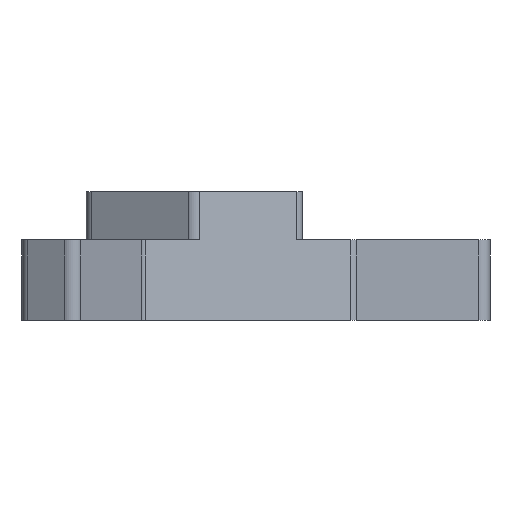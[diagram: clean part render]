
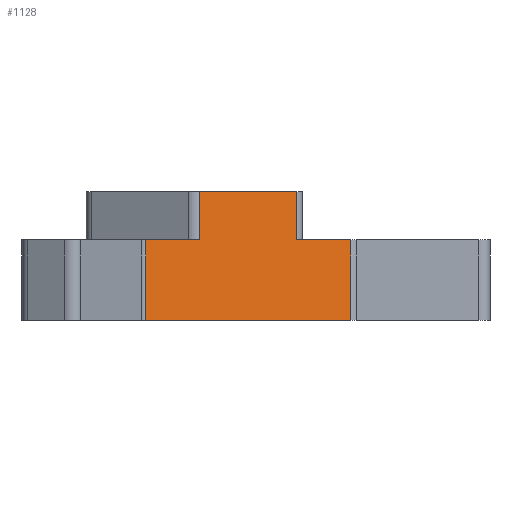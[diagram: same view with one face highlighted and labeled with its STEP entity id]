
A CAD part, left-side view. The second image highlights one B-rep face of the part: STEP entity #1128.
In plain terms, the highlighted planar face has unit normal (-0.866, -0.5, 0).
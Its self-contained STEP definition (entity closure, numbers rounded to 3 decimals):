
#23=PLANE('',#1216);
#66=FACE_OUTER_BOUND('',#126,.T.);
#126=EDGE_LOOP('',(#831,#832,#833,#834,#835,#836,#837,#838));
#284=LINE('',#2650,#374);
#289=LINE('',#2665,#379);
#290=LINE('',#2667,#380);
#291=LINE('',#2669,#381);
#292=LINE('',#2671,#382);
#293=LINE('',#2673,#383);
#294=LINE('',#2675,#384);
#295=LINE('',#2676,#385);
#374=VECTOR('',#1386,10.);
#379=VECTOR('',#1401,10.);
#380=VECTOR('',#1404,10.);
#381=VECTOR('',#1405,10.);
#382=VECTOR('',#1406,10.);
#383=VECTOR('',#1407,10.);
#384=VECTOR('',#1408,10.);
#385=VECTOR('',#1409,10.);
#492=VERTEX_POINT('',#2647);
#493=VERTEX_POINT('',#2649);
#495=VERTEX_POINT('',#2658);
#498=VERTEX_POINT('',#2663);
#499=VERTEX_POINT('',#2668);
#500=VERTEX_POINT('',#2670);
#501=VERTEX_POINT('',#2672);
#502=VERTEX_POINT('',#2674);
#627=EDGE_CURVE('',#492,#493,#284,.T.);
#635=EDGE_CURVE('',#498,#495,#289,.T.);
#636=EDGE_CURVE('',#495,#492,#290,.T.);
#637=EDGE_CURVE('',#498,#499,#291,.T.);
#638=EDGE_CURVE('',#500,#499,#292,.T.);
#639=EDGE_CURVE('',#501,#500,#293,.T.);
#640=EDGE_CURVE('',#502,#501,#294,.T.);
#641=EDGE_CURVE('',#502,#493,#295,.T.);
#831=ORIENTED_EDGE('',*,*,#627,.F.);
#832=ORIENTED_EDGE('',*,*,#636,.F.);
#833=ORIENTED_EDGE('',*,*,#635,.F.);
#834=ORIENTED_EDGE('',*,*,#637,.T.);
#835=ORIENTED_EDGE('',*,*,#638,.F.);
#836=ORIENTED_EDGE('',*,*,#639,.F.);
#837=ORIENTED_EDGE('',*,*,#640,.F.);
#838=ORIENTED_EDGE('',*,*,#641,.T.);
#1128=ADVANCED_FACE('',(#66),#23,.T.);
#1216=AXIS2_PLACEMENT_3D('',#2666,#1402,#1403);
#1386=DIRECTION('',(0.,0.,-1.));
#1401=DIRECTION('',(0.,0.,1.));
#1402=DIRECTION('center_axis',(-0.866,-0.5,0.));
#1403=DIRECTION('ref_axis',(-0.5,0.866,0.));
#1404=DIRECTION('',(0.5,-0.866,0.));
#1405=DIRECTION('',(-0.5,0.866,0.));
#1406=DIRECTION('',(0.,0.,1.));
#1407=DIRECTION('',(-0.5,0.866,0.));
#1408=DIRECTION('',(0.,0.,-1.));
#1409=DIRECTION('',(-0.5,0.866,0.));
#2647=CARTESIAN_POINT('',(-5.745,-8.95,-4.2));
#2649=CARTESIAN_POINT('',(-5.745,-8.95,-8.4));
#2650=CARTESIAN_POINT('',(-5.745,-8.95,-8.4));
#2658=CARTESIAN_POINT('',(-10.623,-0.5,-4.2));
#2663=CARTESIAN_POINT('',(-10.623,-0.5,-8.4));
#2665=CARTESIAN_POINT('',(-10.623,-0.5,-8.4));
#2666=CARTESIAN_POINT('Origin',(-2.875,-13.92,-8.4));
#2667=CARTESIAN_POINT('',(-2.875,-13.92,-4.2));
#2668=CARTESIAN_POINT('',(-13.359,4.238,-8.4));
#2669=CARTESIAN_POINT('',(-2.875,-13.92,-8.4));
#2670=CARTESIAN_POINT('',(-13.359,4.238,-15.4));
#2671=CARTESIAN_POINT('',(-13.359,4.238,-8.4));
#2672=CARTESIAN_POINT('',(-3.009,-13.688,-15.4));
#2673=CARTESIAN_POINT('',(-2.875,-13.92,-15.4));
#2674=CARTESIAN_POINT('',(-3.009,-13.688,-8.4));
#2675=CARTESIAN_POINT('',(-3.009,-13.688,-8.4));
#2676=CARTESIAN_POINT('',(-2.875,-13.92,-8.4));
